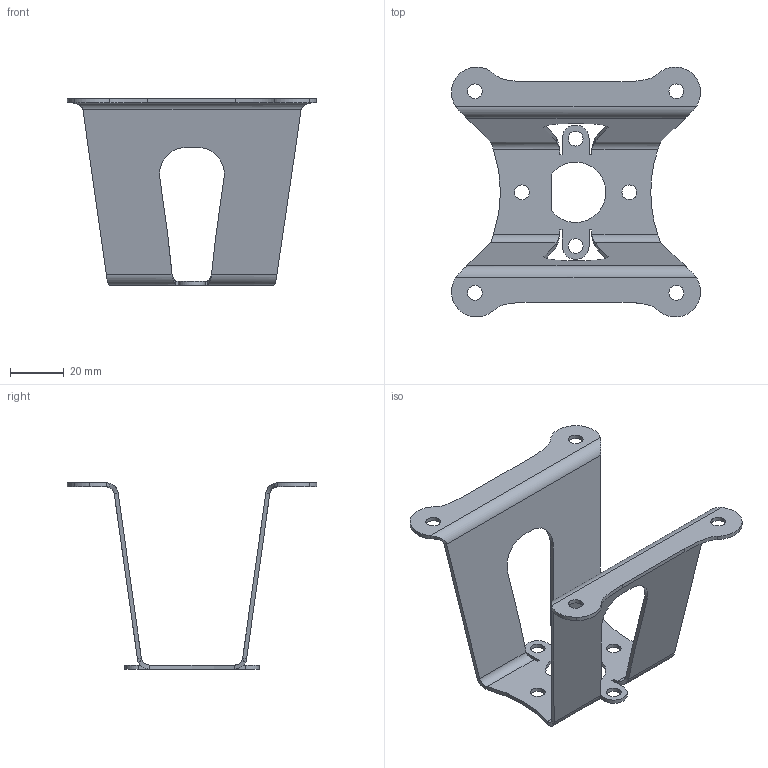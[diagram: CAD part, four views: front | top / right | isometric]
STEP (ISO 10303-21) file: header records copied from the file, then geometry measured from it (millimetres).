
FILE_DESCRIPTION (( 'STEP AP214' ), '1' );
FILE_NAME ('+JSBRU005.STEP', '2018-12-20T13:01:07', ( '' ), ( '' ), 'SwSTEP 2.0', 'SolidWorks 2018', '' );
FILE_SCHEMA (( 'AUTOMOTIVE_DESIGN' ));
Length unit declared in the file: millimetre
Products named in the file (1): +JSBRU005
Bounding box: 92.73 x 93.06 x 69.32 mm (x, y, z)
Volume: 17909 mm3; surface area: 25558.3 mm2
Topology: 1 solids, 1 shells, 119 faces, 315 edges, 194 vertices
Faces by surface type: cylinder 43, bspline 41, plane 35
Entity records: 5027 total; most frequent: CARTESIAN_POINT 2314, ORIENTED_EDGE 630, DIRECTION 445, EDGE_CURVE 315, VERTEX_POINT 194, VECTOR 163, LINE 163, AXIS2_PLACEMENT_3D 141
